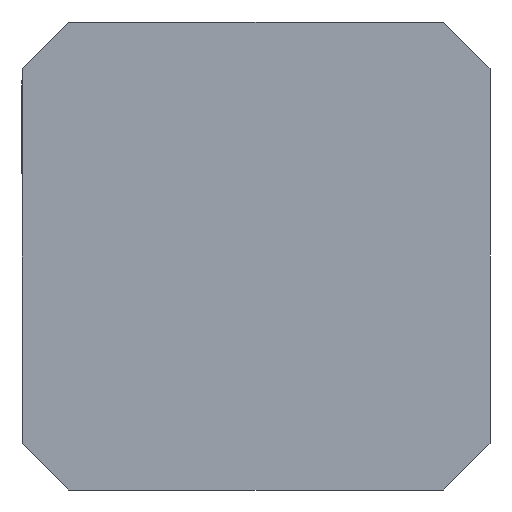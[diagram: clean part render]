
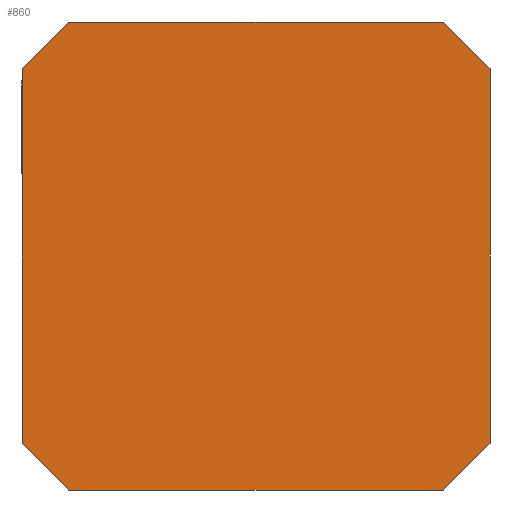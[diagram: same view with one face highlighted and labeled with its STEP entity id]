
A CAD part, front view. The second image highlights one B-rep face of the part: STEP entity #860.
In plain terms, the highlighted planar face has unit normal (0, -1, 0).
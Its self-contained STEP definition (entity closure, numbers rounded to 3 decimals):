
#13 = LINE ( 'NONE', #660, #1129 ) ;
#24 = CARTESIAN_POINT ( 'NONE',  ( 4.2, -69., -42. ) ) ;
#56 = CARTESIAN_POINT ( 'NONE',  ( 37.8, -69., 0. ) ) ;
#94 = VECTOR ( 'NONE', #497, 1000. ) ;
#96 = CARTESIAN_POINT ( 'NONE',  ( 0., -69., 0. ) ) ;
#124 = DIRECTION ( 'NONE',  ( 0., 0., -1. ) ) ;
#125 = LINE ( 'NONE', #1371, #94 ) ;
#144 = EDGE_CURVE ( 'NONE', #1260, #876, #1111, .T. ) ;
#191 = EDGE_CURVE ( 'NONE', #792, #1160, #782, .T. ) ;
#200 = CARTESIAN_POINT ( 'NONE',  ( 37.8, -69., -42. ) ) ;
#211 = VECTOR ( 'NONE', #738, 1000. ) ;
#224 = VERTEX_POINT ( 'NONE', #1385 ) ;
#225 = CARTESIAN_POINT ( 'NONE',  ( 0., -69., 0. ) ) ;
#251 = VECTOR ( 'NONE', #475, 1000. ) ;
#278 = VECTOR ( 'NONE', #399, 1000. ) ;
#342 = EDGE_CURVE ( 'NONE', #836, #876, #13, .T. ) ;
#355 = ORIENTED_EDGE ( 'NONE', *, *, #630, .F. ) ;
#399 = DIRECTION ( 'NONE',  ( 0.707, 0., -0.707 ) ) ;
#433 = DIRECTION ( 'NONE',  ( 0., 0., -1. ) ) ;
#475 = DIRECTION ( 'NONE',  ( -1., 0., 0. ) ) ;
#482 = EDGE_CURVE ( 'NONE', #792, #224, #1119, .T. ) ;
#497 = DIRECTION ( 'NONE',  ( 0., 0., 1. ) ) ;
#504 = CARTESIAN_POINT ( 'NONE',  ( 0., -69., -37.8 ) ) ;
#512 = ORIENTED_EDGE ( 'NONE', *, *, #482, .T. ) ;
#538 = VECTOR ( 'NONE', #1174, 1000. ) ;
#553 = CARTESIAN_POINT ( 'NONE',  ( 42., -69., -37.8 ) ) ;
#572 = DIRECTION ( 'NONE',  ( -0.707, 0., -0.707 ) ) ;
#578 = EDGE_CURVE ( 'NONE', #836, #1160, #1280, .T. ) ;
#630 = EDGE_CURVE ( 'NONE', #1118, #224, #125, .T. ) ;
#660 = CARTESIAN_POINT ( 'NONE',  ( 42., -69., 0. ) ) ;
#683 = CARTESIAN_POINT ( 'NONE',  ( 0., -69., -4.2 ) ) ;
#698 = ORIENTED_EDGE ( 'NONE', *, *, #578, .T. ) ;
#706 = EDGE_CURVE ( 'NONE', #1118, #933, #848, .T. ) ;
#709 = ORIENTED_EDGE ( 'NONE', *, *, #1194, .F. ) ;
#738 = DIRECTION ( 'NONE',  ( 1., 0., 0. ) ) ;
#758 = PLANE ( 'NONE',  #1045 ) ;
#782 = LINE ( 'NONE', #96, #211 ) ;
#792 = VERTEX_POINT ( 'NONE', #1405 ) ;
#805 = DIRECTION ( 'NONE',  ( -0.707, 0., 0.707 ) ) ;
#825 = LINE ( 'NONE', #1369, #251 ) ;
#832 = VECTOR ( 'NONE', #572, 1000. ) ;
#836 = VERTEX_POINT ( 'NONE', #1298 ) ;
#848 = LINE ( 'NONE', #1051, #278 ) ;
#857 = ORIENTED_EDGE ( 'NONE', *, *, #706, .T. ) ;
#860 = ADVANCED_FACE ( 'NONE', ( #1220 ), #758, .T. ) ;
#876 = VERTEX_POINT ( 'NONE', #553 ) ;
#908 = ORIENTED_EDGE ( 'NONE', *, *, #342, .F. ) ;
#933 = VERTEX_POINT ( 'NONE', #24 ) ;
#946 = ORIENTED_EDGE ( 'NONE', *, *, #191, .F. ) ;
#1045 = AXIS2_PLACEMENT_3D ( 'NONE', #225, #1091, #124 ) ;
#1051 = CARTESIAN_POINT ( 'NONE',  ( 4.2, -69., -42. ) ) ;
#1057 = CARTESIAN_POINT ( 'NONE',  ( 37.8, -69., -42. ) ) ;
#1078 = ORIENTED_EDGE ( 'NONE', *, *, #144, .T. ) ;
#1091 = DIRECTION ( 'NONE',  ( 0., -1., 0. ) ) ;
#1111 = LINE ( 'NONE', #200, #538 ) ;
#1118 = VERTEX_POINT ( 'NONE', #504 ) ;
#1119 = LINE ( 'NONE', #683, #832 ) ;
#1129 = VECTOR ( 'NONE', #433, 1000. ) ;
#1160 = VERTEX_POINT ( 'NONE', #1261 ) ;
#1174 = DIRECTION ( 'NONE',  ( 0.707, 0., 0.707 ) ) ;
#1194 = EDGE_CURVE ( 'NONE', #1260, #933, #825, .T. ) ;
#1220 = FACE_OUTER_BOUND ( 'NONE', #1302, .T. ) ;
#1260 = VERTEX_POINT ( 'NONE', #1057 ) ;
#1261 = CARTESIAN_POINT ( 'NONE',  ( 37.8, -69., 0. ) ) ;
#1280 = LINE ( 'NONE', #56, #1310 ) ;
#1298 = CARTESIAN_POINT ( 'NONE',  ( 42., -69., -4.2 ) ) ;
#1302 = EDGE_LOOP ( 'NONE', ( #1078, #908, #698, #946, #512, #355, #857, #709 ) ) ;
#1310 = VECTOR ( 'NONE', #805, 1000. ) ;
#1369 = CARTESIAN_POINT ( 'NONE',  ( 0., -69., -42. ) ) ;
#1371 = CARTESIAN_POINT ( 'NONE',  ( 0., -69., 0. ) ) ;
#1385 = CARTESIAN_POINT ( 'NONE',  ( 0., -69., -4.2 ) ) ;
#1405 = CARTESIAN_POINT ( 'NONE',  ( 4.2, -69., 0. ) ) ;
